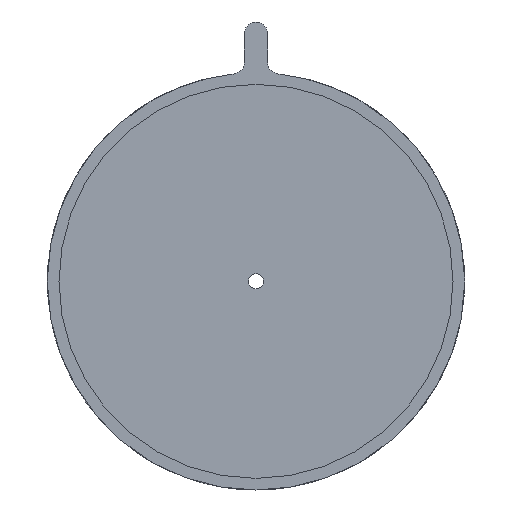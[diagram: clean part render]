
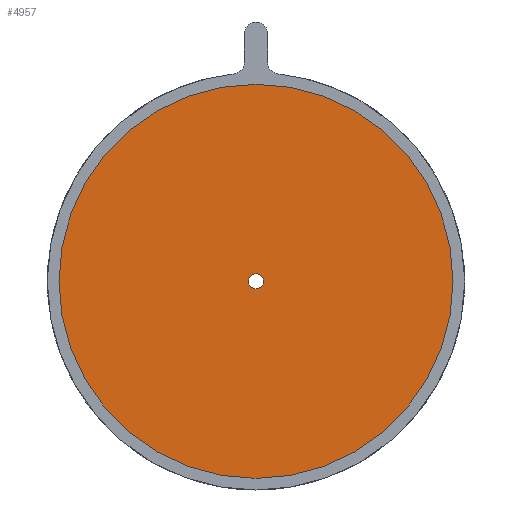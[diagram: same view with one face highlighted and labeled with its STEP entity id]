
A CAD part, front view. The second image highlights one B-rep face of the part: STEP entity #4957.
In plain terms, the highlighted planar face has unit normal (0, -1, 0).
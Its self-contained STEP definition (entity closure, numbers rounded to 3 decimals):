
#199 = DIRECTION ( 'NONE',  ( 0., 0., 1. ) ) ;
#284 = EDGE_CURVE ( 'NONE', #4850, #6111, #2895, .T. ) ;
#309 = DIRECTION ( 'NONE',  ( 0., 1., 0. ) ) ;
#586 = DIRECTION ( 'NONE',  ( 0., 0., 1. ) ) ;
#588 = CIRCLE ( 'NONE', #6629, 68. ) ;
#623 = FACE_OUTER_BOUND ( 'NONE', #4215, .T. ) ;
#792 = DIRECTION ( 'NONE',  ( 0., 0., 1. ) ) ;
#923 = CARTESIAN_POINT ( 'NONE',  ( 0., 0., 2.6 ) ) ;
#1113 = CARTESIAN_POINT ( 'NONE',  ( 0., 0., 0. ) ) ;
#1414 = PLANE ( 'NONE',  #5695 ) ;
#1674 = DIRECTION ( 'NONE',  ( 0., 0., 1. ) ) ;
#1779 = ORIENTED_EDGE ( 'NONE', *, *, #3052, .F. ) ;
#1781 = FACE_BOUND ( 'NONE', #5903, .T. ) ;
#2218 = ORIENTED_EDGE ( 'NONE', *, *, #4975, .F. ) ;
#2225 = CARTESIAN_POINT ( 'NONE',  ( 0., 0., -2.6 ) ) ;
#2358 = DIRECTION ( 'NONE',  ( 0., 1., 0. ) ) ;
#2767 = CARTESIAN_POINT ( 'NONE',  ( 0., 0., 0. ) ) ;
#2895 = CIRCLE ( 'NONE', #4754, 2.6 ) ;
#3052 = EDGE_CURVE ( 'NONE', #6534, #7034, #588, .T. ) ;
#3328 = EDGE_CURVE ( 'NONE', #6111, #4850, #6042, .T. ) ;
#3867 = DIRECTION ( 'NONE',  ( 0., 1., 0. ) ) ;
#3899 = DIRECTION ( 'NONE',  ( 0., 1., 0. ) ) ;
#4040 = AXIS2_PLACEMENT_3D ( 'NONE', #2767, #3899, #1674 ) ;
#4118 = CARTESIAN_POINT ( 'NONE',  ( 0., 0., 0. ) ) ;
#4215 = EDGE_LOOP ( 'NONE', ( #1779, #2218 ) ) ;
#4407 = CIRCLE ( 'NONE', #4040, 68. ) ;
#4754 = AXIS2_PLACEMENT_3D ( 'NONE', #1113, #6200, #586 ) ;
#4849 = ORIENTED_EDGE ( 'NONE', *, *, #3328, .T. ) ;
#4850 = VERTEX_POINT ( 'NONE', #2225 ) ;
#4957 = ADVANCED_FACE ( 'NONE', ( #623, #1781 ), #1414, .F. ) ;
#4975 = EDGE_CURVE ( 'NONE', #7034, #6534, #4407, .T. ) ;
#5216 = ORIENTED_EDGE ( 'NONE', *, *, #284, .T. ) ;
#5233 = CARTESIAN_POINT ( 'NONE',  ( 0., 0., 0. ) ) ;
#5695 = AXIS2_PLACEMENT_3D ( 'NONE', #4118, #309, #792 ) ;
#5903 = EDGE_LOOP ( 'NONE', ( #4849, #5216 ) ) ;
#5938 = AXIS2_PLACEMENT_3D ( 'NONE', #6579, #3867, #7222 ) ;
#6042 = CIRCLE ( 'NONE', #5938, 2.6 ) ;
#6111 = VERTEX_POINT ( 'NONE', #923 ) ;
#6200 = DIRECTION ( 'NONE',  ( 0., 1., 0. ) ) ;
#6534 = VERTEX_POINT ( 'NONE', #6961 ) ;
#6567 = CARTESIAN_POINT ( 'NONE',  ( 0., 0., -68. ) ) ;
#6579 = CARTESIAN_POINT ( 'NONE',  ( 0., 0., 0. ) ) ;
#6629 = AXIS2_PLACEMENT_3D ( 'NONE', #5233, #2358, #199 ) ;
#6961 = CARTESIAN_POINT ( 'NONE',  ( 0., 0., 68. ) ) ;
#7034 = VERTEX_POINT ( 'NONE', #6567 ) ;
#7222 = DIRECTION ( 'NONE',  ( 0., 0., 1. ) ) ;
